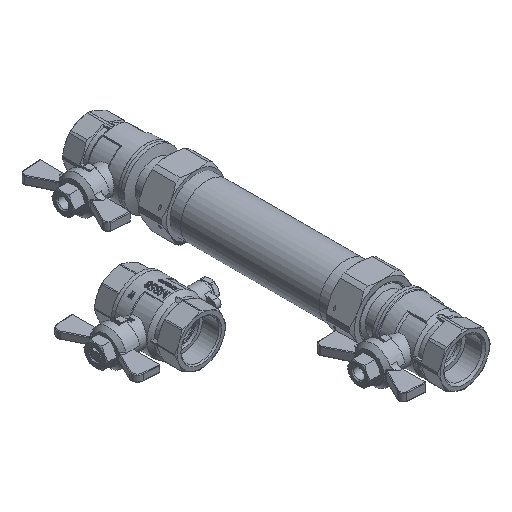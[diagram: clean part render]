
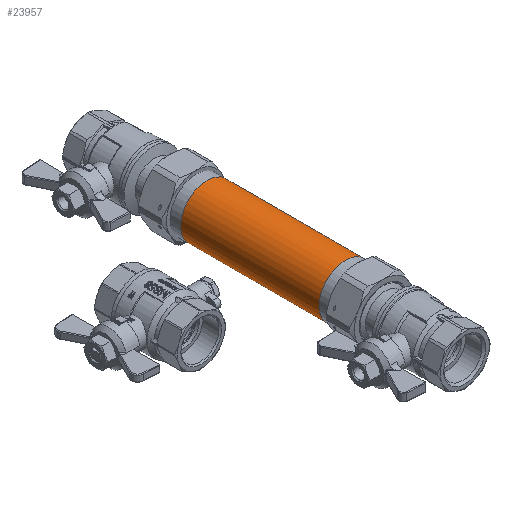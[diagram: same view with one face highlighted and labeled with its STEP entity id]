
A CAD part, isometric view. The second image highlights one B-rep face of the part: STEP entity #23957.
In plain terms, the highlighted cylindrical face has radius 20.955 mm (diameter 41.91 mm), a full revolution.
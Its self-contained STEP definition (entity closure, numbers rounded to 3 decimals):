
#5786=CYLINDRICAL_SURFACE('',#26163,20.955);
#7048=ORIENTED_EDGE('',*,*,#13911,.F.);
#7049=ORIENTED_EDGE('',*,*,#13913,.F.);
#13911=EDGE_CURVE('',#17448,#17448,#19804,.T.);
#13913=EDGE_CURVE('',#17450,#17450,#19806,.T.);
#17448=VERTEX_POINT('',#43377);
#17450=VERTEX_POINT('',#43382);
#19804=CIRCLE('',#26159,20.955);
#19806=CIRCLE('',#26162,20.955);
#20593=EDGE_LOOP('',(#7048));
#20594=EDGE_LOOP('',(#7049));
#22247=FACE_BOUND('',#20593,.T.);
#22248=FACE_BOUND('',#20594,.T.);
#23957=ADVANCED_FACE('',(#22247,#22248),#5786,.T.);
#26159=AXIS2_PLACEMENT_3D('',#43376,#30245,#30246);
#26162=AXIS2_PLACEMENT_3D('',#43381,#30251,#30252);
#26163=AXIS2_PLACEMENT_3D('',#43383,#30253,#30254);
#30245=DIRECTION('',(0.,1.,0.));
#30246=DIRECTION('',(0.,0.,1.));
#30251=DIRECTION('',(0.,-1.,0.));
#30252=DIRECTION('',(0.,0.,1.));
#30253=DIRECTION('',(0.,1.,0.));
#30254=DIRECTION('',(0.,0.,1.));
#43376=CARTESIAN_POINT('',(0.,55.,0.));
#43377=CARTESIAN_POINT('',(0.,55.,20.955));
#43381=CARTESIAN_POINT('',(0.,-55.,0.));
#43382=CARTESIAN_POINT('',(0.,-55.,20.955));
#43383=CARTESIAN_POINT('',(0.,-75.,0.));
